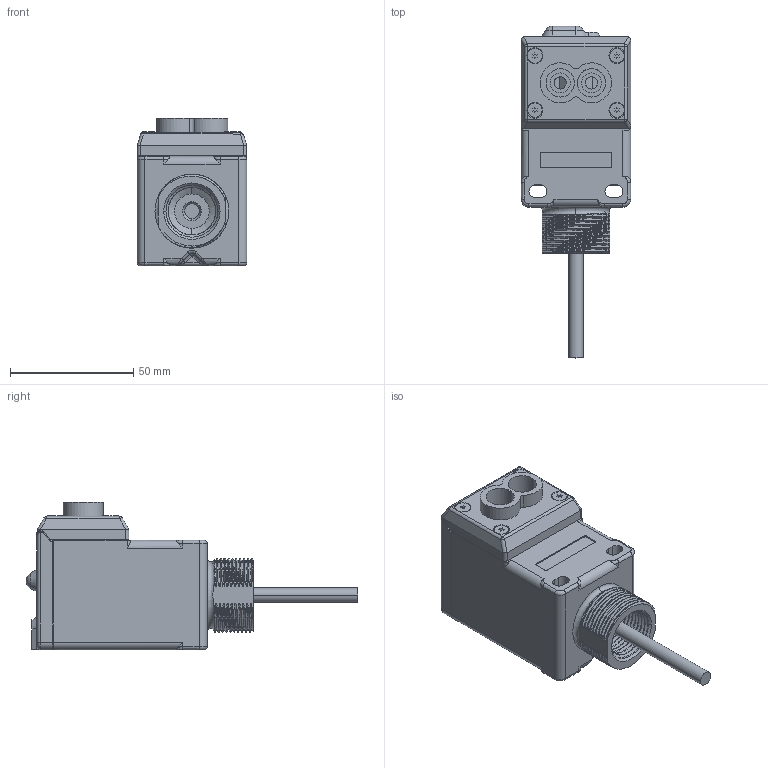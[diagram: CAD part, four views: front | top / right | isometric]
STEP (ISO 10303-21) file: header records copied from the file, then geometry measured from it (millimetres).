
FILE_DESCRIPTION((''),'2;1');
FILE_NAME('156702_SW','2012-01-24T',('banengservice'),('BANNER ENGINEERING'),'PRO/ENGINEER BY PARAMETRIC TECHNOLOGY CORPORATION, 2009141','PRO/ENGINEER BY PARAMETRIC TECHNOLOGY CORPORATION, 2009141','');
FILE_SCHEMA(('CONFIG_CONTROL_DESIGN'));
Length unit declared in the file: inch
Products named in the file (1): 156702_SW
Bounding box: 44.53 x 134.61 x 60 mm (x, y, z)
Volume: 73069.1 mm3; surface area: 48599.8 mm2
Topology: 2 solids, 5 shells, 1003 faces, 2520 edges, 1555 vertices
Faces by surface type: plane 374, cylinder 346, bspline 134, cone 62, torus 52, sphere 35
Entity records: 43423 total; most frequent: CARTESIAN_POINT 20226, ORIENTED_EDGE 5012, DIRECTION 4524, EDGE_CURVE 2506, AXIS2_PLACEMENT_3D 1568, VERTEX_POINT 1555, VECTOR 1388, LINE 1388
